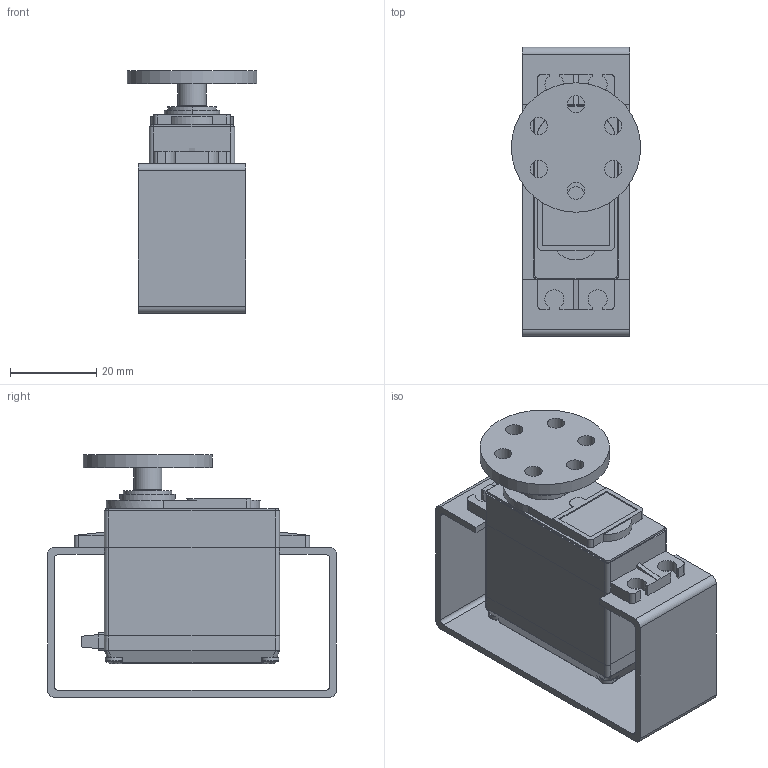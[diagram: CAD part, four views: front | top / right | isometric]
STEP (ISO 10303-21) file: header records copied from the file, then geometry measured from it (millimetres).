
FILE_DESCRIPTION(('FreeCAD Model'),'2;1');
FILE_NAME('ArmbotServoConn.step', '2016-07-27T15:01:43',('Author'),(''), 'Open CASCADE STEP processor 6.8','FreeCAD','Unknown');
FILE_SCHEMA(('AUTOMOTIVE_DESIGN_CC2 { 1 2 10303 214 -1 1 5 4 }'));
Length unit declared in the file: millimetre
Products named in the file (2): ASSEMBLY; Servo+Horn+Bracket
Assembly tree (1 placements, depth 2):
  ASSEMBLY
    Servo+Horn+Bracket
Bounding box: 30 x 67 x 56.2 mm (x, y, z)
Volume: 38887.2 mm3; surface area: 17186.5 mm2
Topology: 1 solids, 7 shells, 360 faces, 946 edges, 607 vertices
Faces by surface type: plane 212, cylinder 116, bspline 12, torus 12, sphere 8
Full cylindrical faces by diameter (mm): 4 x6, 6.549 x1, 30 x1
Entity records: 40933 total; most frequent: CARTESIAN_POINT 20627, DIRECTION 3078, ORIENTED_EDGE 1892, PCURVE 1892, DEFINITIONAL_REPRESENTATION 1892, LINE 1392, VECTOR 1392, EDGE_CURVE 946
